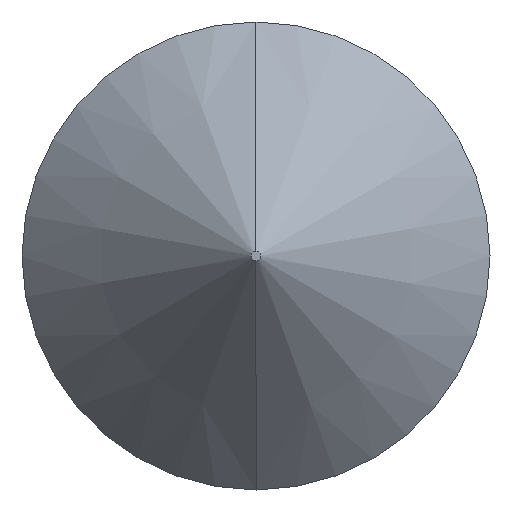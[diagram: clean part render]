
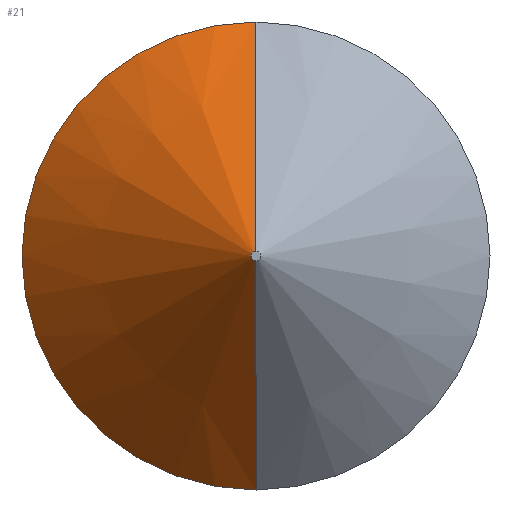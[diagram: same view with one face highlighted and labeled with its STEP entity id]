
A CAD part, left-side view. The second image highlights one B-rep face of the part: STEP entity #21.
In plain terms, the highlighted conical face has half-angle 45 degrees and reference radius 1.27 mm.
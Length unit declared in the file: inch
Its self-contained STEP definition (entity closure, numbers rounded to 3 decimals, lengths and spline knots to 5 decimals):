
#21 = ADVANCED_FACE ( 'NONE', ( #320 ), #312, .T. ) ;
#39 = CARTESIAN_POINT ( 'NONE',  ( -0.335, 0., 0.001 ) ) ;
#50 = DIRECTION ( 'NONE',  ( 0., 0., -1. ) ) ;
#51 = CARTESIAN_POINT ( 'NONE',  ( -0.335, 0., -0.001 ) ) ;
#52 = CARTESIAN_POINT ( 'NONE',  ( -0.286, 0., 0.05 ) ) ;
#83 = CARTESIAN_POINT ( 'NONE',  ( -0.286, 0., -0.05 ) ) ;
#106 = CARTESIAN_POINT ( 'NONE',  ( -0.286, 0., -0.05 ) ) ;
#118 = CARTESIAN_POINT ( 'NONE',  ( -0.286, 0., 0. ) ) ;
#131 = DIRECTION ( 'NONE',  ( 1., 0., 0. ) ) ;
#135 = DIRECTION ( 'NONE',  ( 0., 0., -1. ) ) ;
#136 = DIRECTION ( 'NONE',  ( 1., 0., 0. ) ) ;
#142 = CARTESIAN_POINT ( 'NONE',  ( -0.335, 0., 0. ) ) ;
#143 = DIRECTION ( 'NONE',  ( 0.707, 0., -0.707 ) ) ;
#146 = CARTESIAN_POINT ( 'NONE',  ( -0.286, 0., 0.05 ) ) ;
#149 = DIRECTION ( 'NONE',  ( 0.707, 0., 0.707 ) ) ;
#179 = AXIS2_PLACEMENT_3D ( 'NONE', #142, #136, #135 ) ;
#184 = AXIS2_PLACEMENT_3D ( 'NONE', #118, #131, #50 ) ;
#202 = AXIS2_PLACEMENT_3D ( 'NONE', #485, #470, #533 ) ;
#223 = EDGE_CURVE ( 'NONE', #354, #359, #298, .T. ) ;
#229 = EDGE_CURVE ( 'NONE', #364, #352, #291, .T. ) ;
#234 = EDGE_CURVE ( 'NONE', #359, #352, #285, .T. ) ;
#243 = EDGE_CURVE ( 'NONE', #354, #364, #272, .T. ) ;
#272 = CIRCLE ( 'NONE', #179, 0.001 ) ;
#285 = CIRCLE ( 'NONE', #184, 0.05 ) ;
#289 = VECTOR ( 'NONE', #149, 39.37008 ) ;
#291 = LINE ( 'NONE', #146, #289 ) ;
#296 = VECTOR ( 'NONE', #143, 39.37008 ) ;
#298 = LINE ( 'NONE', #83, #296 ) ;
#312 = CONICAL_SURFACE ( 'NONE', #202, 0.05, 0.785 ) ;
#320 = FACE_OUTER_BOUND ( 'NONE', #391, .T. ) ;
#352 = VERTEX_POINT ( 'NONE', #52 ) ;
#354 = VERTEX_POINT ( 'NONE', #51 ) ;
#359 = VERTEX_POINT ( 'NONE', #106 ) ;
#364 = VERTEX_POINT ( 'NONE', #39 ) ;
#391 = EDGE_LOOP ( 'NONE', ( #469, #424, #431, #459 ) ) ;
#424 = ORIENTED_EDGE ( 'NONE', *, *, #229, .T. ) ;
#431 = ORIENTED_EDGE ( 'NONE', *, *, #234, .F. ) ;
#459 = ORIENTED_EDGE ( 'NONE', *, *, #223, .F. ) ;
#469 = ORIENTED_EDGE ( 'NONE', *, *, #243, .T. ) ;
#470 = DIRECTION ( 'NONE',  ( 1., 0., 0. ) ) ;
#485 = CARTESIAN_POINT ( 'NONE',  ( -0.286, 0., 0. ) ) ;
#533 = DIRECTION ( 'NONE',  ( 0., 0., -1. ) ) ;
